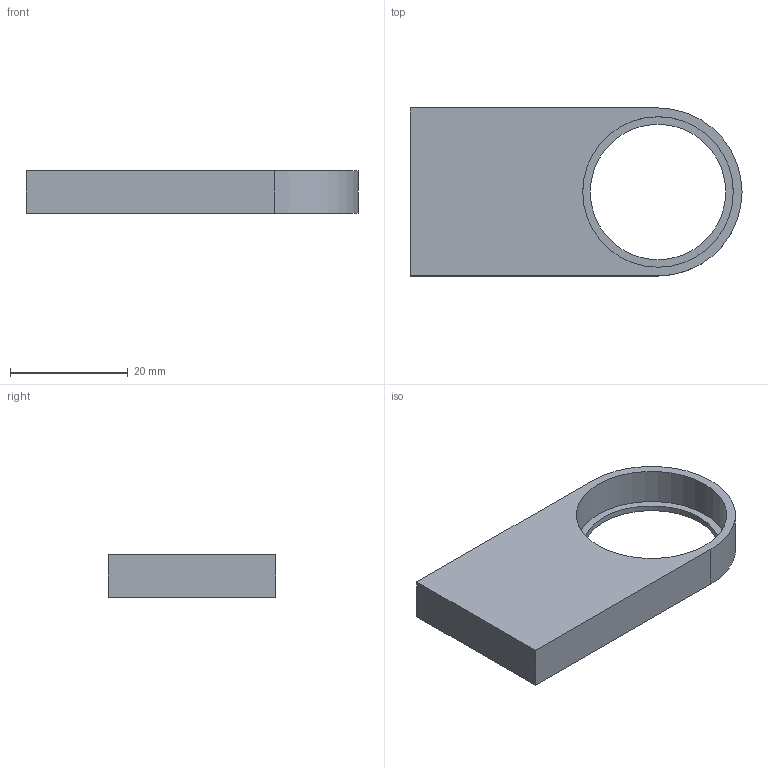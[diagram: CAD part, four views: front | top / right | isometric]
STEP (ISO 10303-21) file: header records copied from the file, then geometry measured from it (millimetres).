
FILE_DESCRIPTION(/* description */ (''),/* implementation_level */ '2;1');
FILE_NAME(/* name */ '10_Filteslide_25mm.ipt.step',/* time_stamp */ '2022-11-29T07:55:41+01:00',/* author */ ('diederichbenedict'),/* organization */ (''),/* preprocessor_version */ 'ST-DEVELOPER v18.1',/* originating_system */ 'Autodesk Inventor 2022',/* authorisation */ '');
FILE_SCHEMA (('AUTOMOTIVE_DESIGN { 1 0 10303 214 3 1 1 }'));
Length unit declared in the file: millimetre
Products named in the file (1): 10_Filteslide_25mm
Bounding box: 56.33 x 28.5 x 7.25 mm (x, y, z)
Volume: 7388.3 mm3; surface area: 3921.1 mm2
Topology: 1 solids, 1 shells, 9 faces, 18 edges, 12 vertices
Faces by surface type: plane 6, cylinder 3
Full cylindrical faces by diameter (mm): 23 x1, 25.55 x1
Entity records: 283 total; most frequent: DIRECTION 44, CARTESIAN_POINT 40, ORIENTED_EDGE 36, EDGE_CURVE 18, AXIS2_PLACEMENT_3D 16, EDGE_LOOP 12, LINE 12, VECTOR 12
